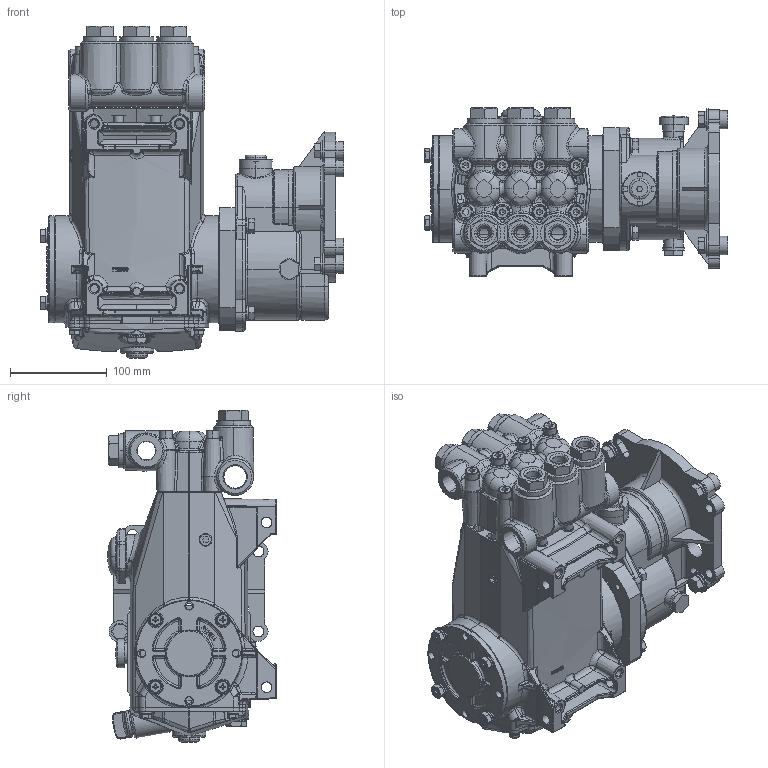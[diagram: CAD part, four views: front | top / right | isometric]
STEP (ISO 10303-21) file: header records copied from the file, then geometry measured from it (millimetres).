
FILE_DESCRIPTION (( 'STEP AP203' ), '1' );
FILE_NAME ('7CP6165CSG118.STEP', '2023-08-24T13:21:17', ( '' ), ( '' ), 'SwSTEP 2.0', 'SolidWorks 2023', '' );
FILE_SCHEMA (( 'CONFIG_CONTROL_DESIGN' ));
Length unit declared in the file: inch
Products named in the file (1): 7CP6165CSG118
Bounding box: 312.88 x 173.98 x 342.5 mm (x, y, z)
Surface area: 454013 mm2 (no closed solid volume)
Topology: 0 solids, 63 shells, 2772 faces, 8535 edges, 5567 vertices
Faces by surface type: bspline 801, plane 784, cylinder 634, cone 278, torus 199, sphere 76
Entity records: 140363 total; most frequent: CARTESIAN_POINT 73304, ORIENTED_EDGE 14512, DIRECTION 12135, EDGE_CURVE 8455, VERTEX_POINT 5562, AXIS2_PLACEMENT_3D 4808, EDGE_LOOP 3052, CIRCLE 2836
